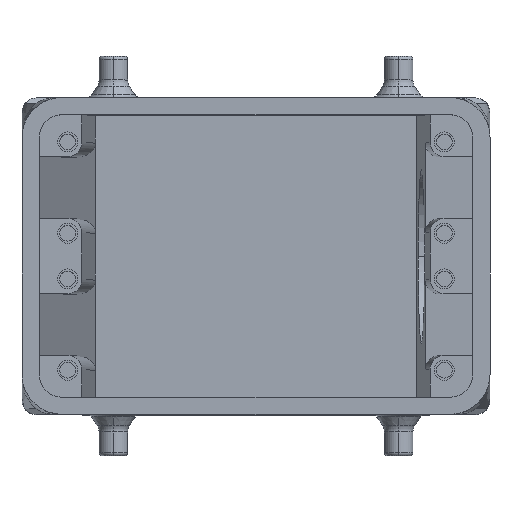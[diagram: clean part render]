
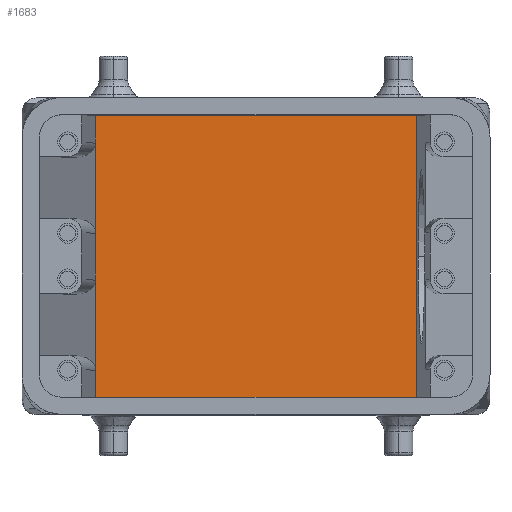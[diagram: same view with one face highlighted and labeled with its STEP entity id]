
A CAD part, top view. The second image highlights one B-rep face of the part: STEP entity #1683.
In plain terms, the highlighted planar face has unit normal (0, 0, 1).
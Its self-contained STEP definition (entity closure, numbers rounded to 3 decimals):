
#496=LINE('',#9322,#1071);
#515=LINE('',#9460,#1090);
#525=LINE('',#9568,#1100);
#542=LINE('',#9616,#1117);
#543=LINE('',#9618,#1118);
#544=LINE('',#9620,#1119);
#545=LINE('',#9622,#1120);
#546=LINE('',#9623,#1121);
#1071=VECTOR('',#7535,1.);
#1090=VECTOR('',#7642,1.);
#1100=VECTOR('',#7662,1.);
#1117=VECTOR('',#7699,1.);
#1118=VECTOR('',#7702,1.);
#1119=VECTOR('',#7705,1.);
#1120=VECTOR('',#7706,1.);
#1121=VECTOR('',#7707,1.);
#1683=ADVANCED_FACE('',(#2289),#2037,.F.);
#2037=PLANE('',#6879);
#2289=FACE_OUTER_BOUND('',#2672,.T.);
#2672=EDGE_LOOP('',(#3314,#3315,#3316,#3317,#3318,#3319,#3320,#3321));
#3314=ORIENTED_EDGE('',*,*,#5728,.F.);
#3315=ORIENTED_EDGE('',*,*,#5730,.F.);
#3316=ORIENTED_EDGE('',*,*,#5731,.F.);
#3317=ORIENTED_EDGE('',*,*,#5648,.F.);
#3318=ORIENTED_EDGE('',*,*,#5732,.F.);
#3319=ORIENTED_EDGE('',*,*,#5693,.F.);
#3320=ORIENTED_EDGE('',*,*,#5706,.F.);
#3321=ORIENTED_EDGE('',*,*,#5729,.F.);
#5011=VERTEX_POINT('',#9321);
#5012=VERTEX_POINT('',#9323);
#5040=VERTEX_POINT('',#9440);
#5042=VERTEX_POINT('',#9457);
#5052=VERTEX_POINT('',#9567);
#5065=VERTEX_POINT('',#9610);
#5067=VERTEX_POINT('',#9615);
#5068=VERTEX_POINT('',#9621);
#5648=EDGE_CURVE('',#5011,#5012,#496,.T.);
#5693=EDGE_CURVE('',#5040,#5042,#515,.T.);
#5706=EDGE_CURVE('',#5052,#5040,#525,.T.);
#5728=EDGE_CURVE('',#5067,#5065,#542,.T.);
#5729=EDGE_CURVE('',#5065,#5052,#543,.T.);
#5730=EDGE_CURVE('',#5068,#5067,#544,.T.);
#5731=EDGE_CURVE('',#5012,#5068,#545,.T.);
#5732=EDGE_CURVE('',#5042,#5011,#546,.T.);
#6879=AXIS2_PLACEMENT_3D('',#9624,#7708,#7709);
#7535=DIRECTION('',(0.,1.,0.));
#7642=DIRECTION('',(0.,1.,0.));
#7662=DIRECTION('',(0.,1.,0.));
#7699=DIRECTION('',(-1.,0.,0.));
#7702=DIRECTION('',(0.,1.,0.));
#7705=DIRECTION('',(0.,-1.,0.));
#7706=DIRECTION('',(1.,0.,0.));
#7707=DIRECTION('',(0.,1.,0.));
#7708=DIRECTION('',(0.,0.,-1.));
#7709=DIRECTION('',(-1.,0.,0.));
#9321=CARTESIAN_POINT('',(-28.132,19.9,-76.));
#9322=CARTESIAN_POINT('',(-28.132,19.9,-76.));
#9323=CARTESIAN_POINT('',(-28.132,24.75,-76.));
#9440=CARTESIAN_POINT('',(-28.132,-4.1,-76.));
#9457=CARTESIAN_POINT('',(-28.132,4.1,-76.));
#9460=CARTESIAN_POINT('',(-28.132,-4.1,-76.));
#9567=CARTESIAN_POINT('',(-28.132,-19.9,-76.));
#9568=CARTESIAN_POINT('',(-28.132,-19.9,-76.));
#9610=CARTESIAN_POINT('',(-28.132,-24.75,-76.));
#9615=CARTESIAN_POINT('',(28.132,-24.75,-76.));
#9616=CARTESIAN_POINT('',(28.132,-24.75,-76.));
#9618=CARTESIAN_POINT('',(-28.132,-24.75,-76.));
#9620=CARTESIAN_POINT('',(28.132,24.75,-76.));
#9621=CARTESIAN_POINT('',(28.132,24.75,-76.));
#9622=CARTESIAN_POINT('',(-28.132,24.75,-76.));
#9623=CARTESIAN_POINT('',(-28.132,4.1,-76.));
#9624=CARTESIAN_POINT('',(30.5,-28.,-76.));
